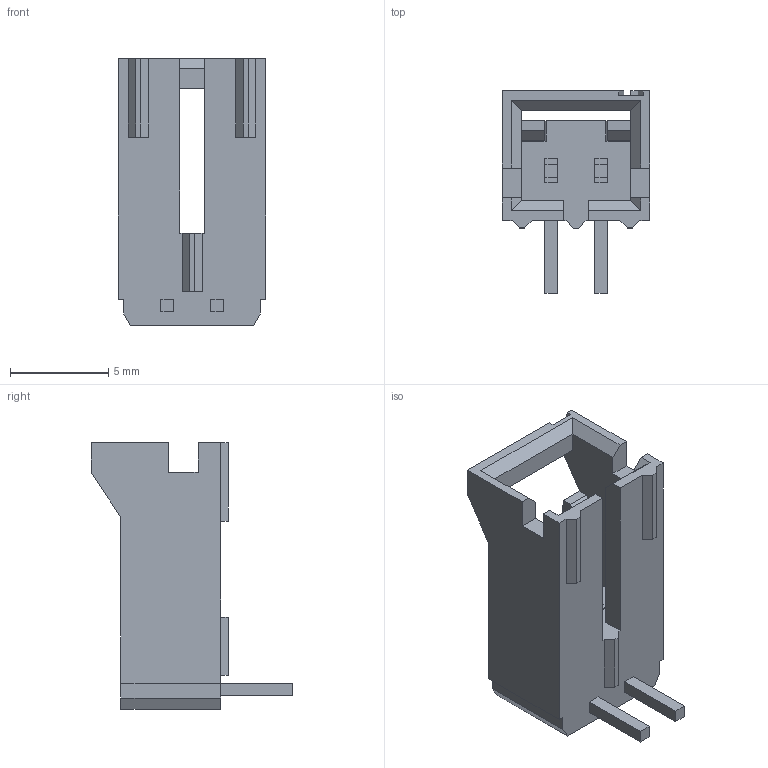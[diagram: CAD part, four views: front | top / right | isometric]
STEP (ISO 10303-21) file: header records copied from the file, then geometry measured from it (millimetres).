
FILE_DESCRIPTION(('STEP AP242'),'1');
FILE_NAME('103906-1.stp','2022-11-13T12:37:12',('TraceParts'),('TraceParts S.A.'),'Spatial InterOp 3D',' ',' ');
FILE_SCHEMA(('AP242_MANAGED_MODEL_BASED_3D_ENGINEERING_MIM_LF {1 0 10303 442 1 1 4}'));
Length unit declared in the file: millimetre
Products named in the file (1): 103906-1
Bounding box: 7.49 x 10.28 x 13.59 mm (x, y, z)
Volume: 331.7 mm3; surface area: 596.9 mm2
Topology: 1 solids, 1 shells, 92 faces, 255 edges, 167 vertices
Faces by surface type: plane 92
Entity records: 2886 total; most frequent: CARTESIAN_POINT 515, ORIENTED_EDGE 510, DIRECTION 441, EDGE_CURVE 255, LINE 255, VECTOR 255, VERTEX_POINT 167, EDGE_LOOP 96
